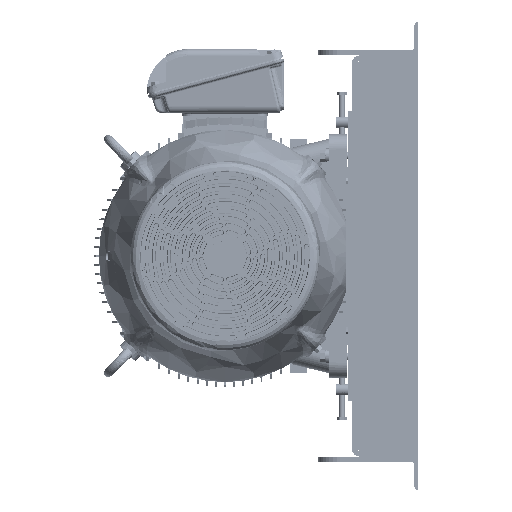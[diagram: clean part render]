
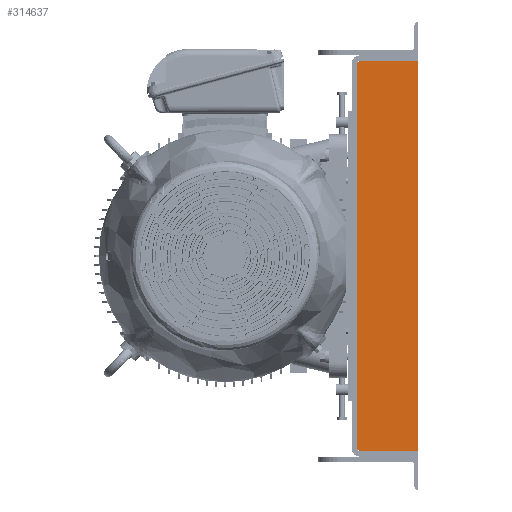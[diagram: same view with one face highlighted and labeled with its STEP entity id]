
A CAD part, left-side view. The second image highlights one B-rep face of the part: STEP entity #314637.
In plain terms, the highlighted planar face has unit normal (-1, 0, 0).
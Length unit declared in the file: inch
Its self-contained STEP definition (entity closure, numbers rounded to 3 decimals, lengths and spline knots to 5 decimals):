
#857 = CARTESIAN_POINT ( 'NONE',  ( 0., 0., -35.5 ) ) ;
#2534 = EDGE_CURVE ( 'NONE', #389957, #186723, #129582, .T. ) ;
#3825 = CARTESIAN_POINT ( 'NONE',  ( 0., 5.25, -0.5 ) ) ;
#7590 = CARTESIAN_POINT ( 'NONE',  ( 0., 5.5, -35.25 ) ) ;
#34344 = DIRECTION ( 'NONE',  ( -1., 0., 0. ) ) ;
#49663 = EDGE_CURVE ( 'NONE', #186723, #296635, #402166, .T. ) ;
#57262 = VERTEX_POINT ( 'NONE', #857 ) ;
#57519 = LINE ( 'NONE', #90152, #78111 ) ;
#63094 = DIRECTION ( 'NONE',  ( 0., 1., 0. ) ) ;
#73617 = LINE ( 'NONE', #7590, #212732 ) ;
#75599 = CARTESIAN_POINT ( 'NONE',  ( 0., 5.5, -35.25 ) ) ;
#78111 = VECTOR ( 'NONE', #255491, 39.37008 ) ;
#81871 = ORIENTED_EDGE ( 'NONE', *, *, #133552, .F. ) ;
#85591 = VECTOR ( 'NONE', #386128, 39.37008 ) ;
#90152 = CARTESIAN_POINT ( 'NONE',  ( 0., 0., -35.5 ) ) ;
#99119 = PLANE ( 'NONE',  #176494 ) ;
#108847 = VECTOR ( 'NONE', #111253, 39.37008 ) ;
#111253 = DIRECTION ( 'NONE',  ( 0., -0.707, 0.707 ) ) ;
#114434 = LINE ( 'NONE', #152356, #418477 ) ;
#122466 = VERTEX_POINT ( 'NONE', #75599 ) ;
#125406 = EDGE_CURVE ( 'NONE', #296635, #57262, #57519, .T. ) ;
#127947 = CARTESIAN_POINT ( 'NONE',  ( 0., 0., 0. ) ) ;
#129582 = LINE ( 'NONE', #180464, #108847 ) ;
#133552 = EDGE_CURVE ( 'NONE', #57262, #372523, #114434, .T. ) ;
#136859 = FACE_OUTER_BOUND ( 'NONE', #297840, .T. ) ;
#152356 = CARTESIAN_POINT ( 'NONE',  ( 0., 5.25, -35.5 ) ) ;
#167304 = CARTESIAN_POINT ( 'NONE',  ( 0., 0., -0.5 ) ) ;
#173112 = LINE ( 'NONE', #216323, #85591 ) ;
#176494 = AXIS2_PLACEMENT_3D ( 'NONE', #127947, #34344, #195633 ) ;
#180464 = CARTESIAN_POINT ( 'NONE',  ( 0., 5.25, -0.5 ) ) ;
#186723 = VERTEX_POINT ( 'NONE', #3825 ) ;
#195633 = DIRECTION ( 'NONE',  ( 0., 0., 1. ) ) ;
#201967 = DIRECTION ( 'NONE',  ( 0., 0.707, 0.707 ) ) ;
#206883 = ORIENTED_EDGE ( 'NONE', *, *, #49663, .F. ) ;
#212732 = VECTOR ( 'NONE', #201967, 39.37008 ) ;
#216323 = CARTESIAN_POINT ( 'NONE',  ( 0., 5.5, -0.75 ) ) ;
#236389 = ORIENTED_EDGE ( 'NONE', *, *, #125406, .F. ) ;
#243585 = ORIENTED_EDGE ( 'NONE', *, *, #2534, .F. ) ;
#248522 = EDGE_CURVE ( 'NONE', #122466, #389957, #173112, .T. ) ;
#255491 = DIRECTION ( 'NONE',  ( 0., 0., -1. ) ) ;
#257119 = CARTESIAN_POINT ( 'NONE',  ( 0., 0., -0.5 ) ) ;
#259944 = DIRECTION ( 'NONE',  ( 0., -1., 0. ) ) ;
#264463 = ORIENTED_EDGE ( 'NONE', *, *, #384090, .F. ) ;
#268203 = VECTOR ( 'NONE', #259944, 39.37008 ) ;
#287019 = CARTESIAN_POINT ( 'NONE',  ( 0., 5.5, -0.75 ) ) ;
#296635 = VERTEX_POINT ( 'NONE', #167304 ) ;
#297840 = EDGE_LOOP ( 'NONE', ( #236389, #206883, #243585, #362189, #264463, #81871 ) ) ;
#314637 = ADVANCED_FACE ( 'NONE', ( #136859 ), #99119, .T. ) ;
#336894 = CARTESIAN_POINT ( 'NONE',  ( 0., 5.25, -35.5 ) ) ;
#362189 = ORIENTED_EDGE ( 'NONE', *, *, #248522, .F. ) ;
#372523 = VERTEX_POINT ( 'NONE', #336894 ) ;
#384090 = EDGE_CURVE ( 'NONE', #372523, #122466, #73617, .T. ) ;
#386128 = DIRECTION ( 'NONE',  ( 0., 0., 1. ) ) ;
#389957 = VERTEX_POINT ( 'NONE', #287019 ) ;
#402166 = LINE ( 'NONE', #257119, #268203 ) ;
#418477 = VECTOR ( 'NONE', #63094, 39.37008 ) ;
